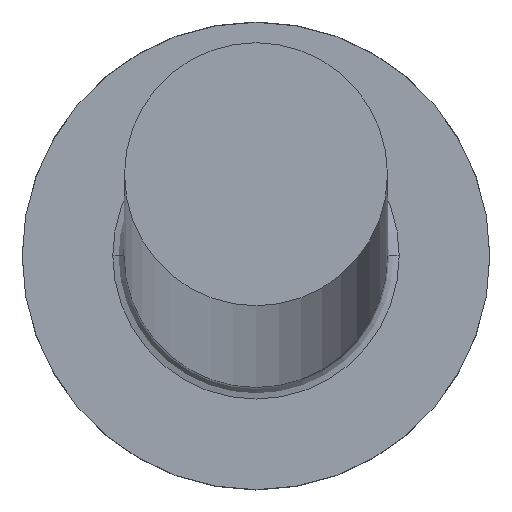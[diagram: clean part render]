
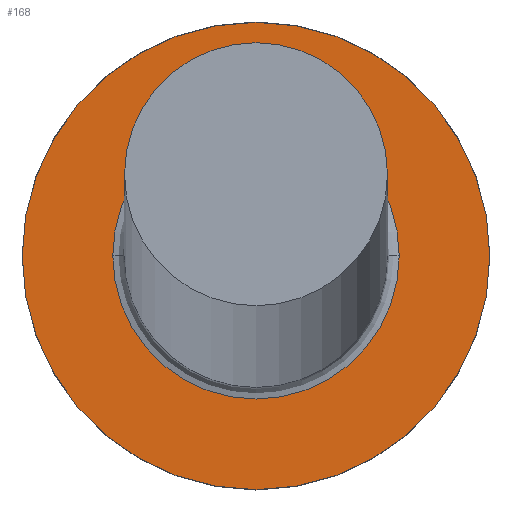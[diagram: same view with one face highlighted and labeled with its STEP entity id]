
A CAD part, top view. The second image highlights one B-rep face of the part: STEP entity #168.
In plain terms, the highlighted planar face has unit normal (0, 0, 1).
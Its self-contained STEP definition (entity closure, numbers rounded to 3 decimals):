
#1 = ORIENTED_EDGE ( 'NONE', *, *, #257, .T. ) ;
#4 = CIRCLE ( 'NONE', #235, 4. ) ;
#10 = PLANE ( 'NONE',  #171 ) ;
#28 = EDGE_CURVE ( 'NONE', #148, #98, #129, .T. ) ;
#33 = CARTESIAN_POINT ( 'NONE',  ( 0., 0., 3. ) ) ;
#34 = DIRECTION ( 'NONE',  ( 1., 0., 0. ) ) ;
#35 = FACE_BOUND ( 'NONE', #149, .T. ) ;
#43 = CIRCLE ( 'NONE', #115, 2.45 ) ;
#49 = EDGE_CURVE ( 'NONE', #119, #97, #96, .T. ) ;
#56 = CARTESIAN_POINT ( 'NONE',  ( 0., 0., 3. ) ) ;
#58 = DIRECTION ( 'NONE',  ( 1., 0., 0. ) ) ;
#73 = ORIENTED_EDGE ( 'NONE', *, *, #49, .T. ) ;
#77 = EDGE_LOOP ( 'NONE', ( #113, #195 ) ) ;
#84 = CARTESIAN_POINT ( 'NONE',  ( -4., 0., 3. ) ) ;
#87 = CARTESIAN_POINT ( 'NONE',  ( -2.45, 0., 3. ) ) ;
#96 = CIRCLE ( 'NONE', #216, 2.45 ) ;
#97 = VERTEX_POINT ( 'NONE', #87 ) ;
#98 = VERTEX_POINT ( 'NONE', #84 ) ;
#104 = CARTESIAN_POINT ( 'NONE',  ( 0., 0., 3. ) ) ;
#106 = AXIS2_PLACEMENT_3D ( 'NONE', #56, #239, #34 ) ;
#113 = ORIENTED_EDGE ( 'NONE', *, *, #184, .T. ) ;
#115 = AXIS2_PLACEMENT_3D ( 'NONE', #304, #256, #159 ) ;
#119 = VERTEX_POINT ( 'NONE', #224 ) ;
#126 = DIRECTION ( 'NONE',  ( 1., 0., 0. ) ) ;
#129 = CIRCLE ( 'NONE', #106, 4. ) ;
#148 = VERTEX_POINT ( 'NONE', #197 ) ;
#149 = EDGE_LOOP ( 'NONE', ( #73, #1 ) ) ;
#159 = DIRECTION ( 'NONE',  ( 1., 0., 0. ) ) ;
#168 = ADVANCED_FACE ( 'NONE', ( #35, #227 ), #10, .T. ) ;
#171 = AXIS2_PLACEMENT_3D ( 'NONE', #265, #241, #179 ) ;
#179 = DIRECTION ( 'NONE',  ( 1., 0., 0. ) ) ;
#184 = EDGE_CURVE ( 'NONE', #98, #148, #4, .T. ) ;
#195 = ORIENTED_EDGE ( 'NONE', *, *, #28, .T. ) ;
#197 = CARTESIAN_POINT ( 'NONE',  ( 4., 0., 3. ) ) ;
#200 = DIRECTION ( 'NONE',  ( 0., 0., -1. ) ) ;
#216 = AXIS2_PLACEMENT_3D ( 'NONE', #104, #200, #58 ) ;
#224 = CARTESIAN_POINT ( 'NONE',  ( 2.45, 0., 3. ) ) ;
#227 = FACE_OUTER_BOUND ( 'NONE', #77, .T. ) ;
#235 = AXIS2_PLACEMENT_3D ( 'NONE', #33, #300, #126 ) ;
#239 = DIRECTION ( 'NONE',  ( 0., 0., 1. ) ) ;
#241 = DIRECTION ( 'NONE',  ( 0., 0., 1. ) ) ;
#256 = DIRECTION ( 'NONE',  ( 0., 0., -1. ) ) ;
#257 = EDGE_CURVE ( 'NONE', #97, #119, #43, .T. ) ;
#265 = CARTESIAN_POINT ( 'NONE',  ( 0., 0., 3. ) ) ;
#300 = DIRECTION ( 'NONE',  ( 0., 0., 1. ) ) ;
#304 = CARTESIAN_POINT ( 'NONE',  ( 0., 0., 3. ) ) ;
